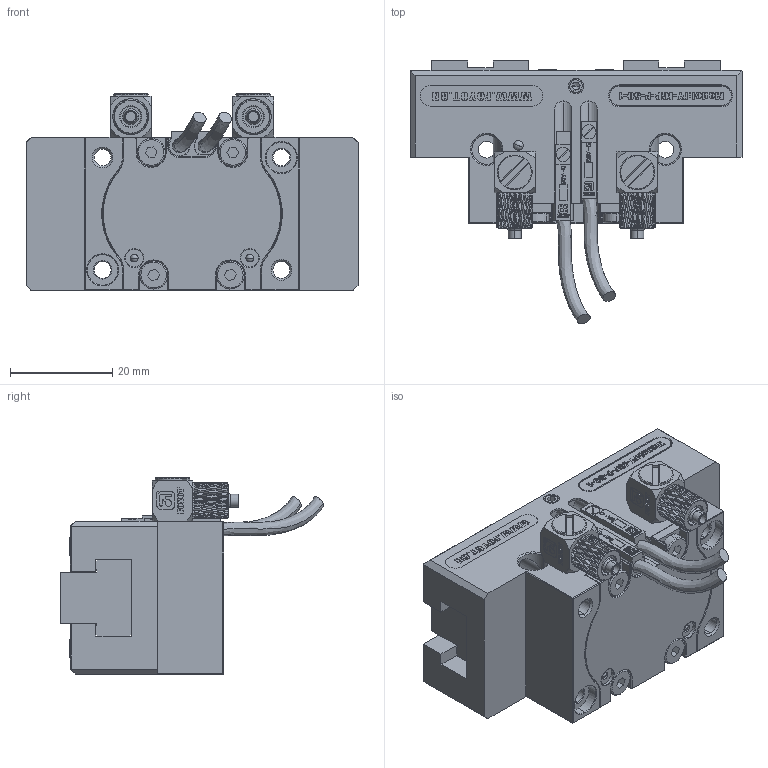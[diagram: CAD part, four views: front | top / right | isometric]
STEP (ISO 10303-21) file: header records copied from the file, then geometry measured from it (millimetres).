
FILE_DESCRIPTION (( 'STEP AP203' ), '1' );
FILE_NAME ('FY-JGP-P-50-1.STEP', '2023-10-03T07:06:26', ( 'User' ), ( 'Microsoft' ), 'SwSTEP 2.0', 'SolidWorks 2015', '' );
FILE_SCHEMA (( 'CONFIG_CONTROL_DESIGN' ));
Length unit declared in the file: millimetre
Products named in the file (15): FY-JGP-P-50-1褲极; FY-JGP-P-50-1倰瘍齪; 棠俶羲壽4.0X15; M3X8情芛蹟隊; FY-JGP-P-50-1綴裔; 1.5875; 棠沺; hex socket set screws with flat point gb_GB_FASTENER_SCREWS_HSFP M3X5-N; FY-JGP-P-50-1前盖; M5眻褒ァ奪奪諉芛; FY-JGP-P-50-1賑輸; FY-JGP-P-50-1; cross recessed countersunk head screws gb1_GB_CROSS_SCREWS_TYPE4 M2X5-3.8  H type-N; 2.0; FY-JGP-P-50-1厙硊
Assembly tree (25 placements, depth 2):
  FY-JGP-P-50-1
    FY-JGP-P-50-1褲极
    棠俶羲壽4.0X15  x2
    FY-JGP-P-50-1綴裔
    棠沺
    FY-JGP-P-50-1前盖
    FY-JGP-P-50-1賑輸  x2
    cross recessed countersunk head screws gb1_GB_CROSS_SCREWS_TYPE4 M2X5-3.8  H type-N  x4
    2.0
    FY-JGP-P-50-1厙硊
    FY-JGP-P-50-1倰瘍齪
    M3X8情芛蹟隊  x4
    1.5875  x2
    hex socket set screws with flat point gb_GB_FASTENER_SCREWS_HSFP M3X5-N  x2
    M5眻褒ァ奪奪諉芛  x2
Bounding box: 65 x 51.64 x 38.5 mm (x, y, z)
Volume: 45951.6 mm3; surface area: 26219.9 mm2
Topology: 25 solids, 25 shells, 2883 faces, 7686 edges, 4982 vertices
Faces by surface type: plane 1205, bspline 747, cylinder 577, cone 328, torus 20, sphere 6
Entity records: 147375 total; most frequent: CARTESIAN_POINT 101749, ORIENTED_EDGE 10166, DIRECTION 7514, EDGE_CURVE 5083, VERTEX_POINT 3306, LINE 2846, VECTOR 2846, AXIS2_PLACEMENT_3D 2334
